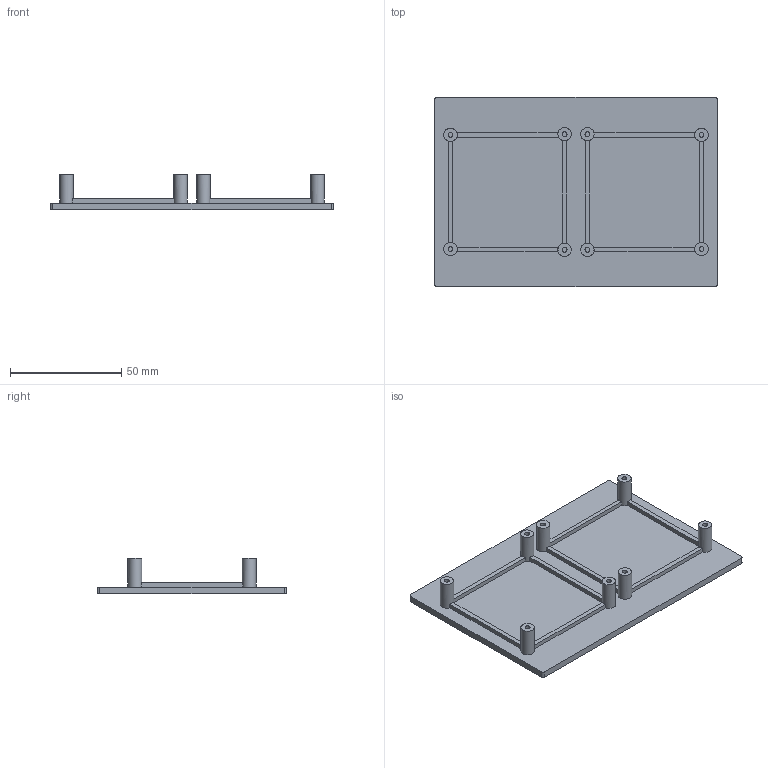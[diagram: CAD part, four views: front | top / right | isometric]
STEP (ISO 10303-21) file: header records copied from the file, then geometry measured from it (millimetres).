
FILE_DESCRIPTION(/* description */ (''),/* implementation_level */ '2;1');
FILE_NAME(/* name */ 'Dual_Stir_Plate_lid.step',/* time_stamp */ '2025-08-24T14:26:24-07:00',/* author */ (''),/* organization */ (''),/* preprocessor_version */ 'ST-DEVELOPER v20.1',/* originating_system */ 'Autodesk Translation Framework v14.10.0.0',/* authorisation */ '');
FILE_SCHEMA (('AUTOMOTIVE_DESIGN { 1 0 10303 214 3 1 1 }'));
Length unit declared in the file: millimetre
Products named in the file (3): 202050507_stir_plate_lid; lidbase; motorsupport
Assembly tree (2 placements, depth 2):
  202050507_stir_plate_lid
    lidbase
    motorsupport
Bounding box: 127 x 85 x 16 mm (x, y, z)
Volume: 36450.5 mm3; surface area: 28730.5 mm2
Topology: 3 solids, 3 shells, 116 faces, 312 edges, 208 vertices
Faces by surface type: cylinder 52, plane 48, torus 16
Full cylindrical faces by diameter (mm): 2.175 x8, 6 x8
Entity records: 3896 total; most frequent: CARTESIAN_POINT 801, DIRECTION 674, ORIENTED_EDGE 624, EDGE_CURVE 312, AXIS2_PLACEMENT_3D 273, VERTEX_POINT 208, CIRCLE 152, LINE 128
